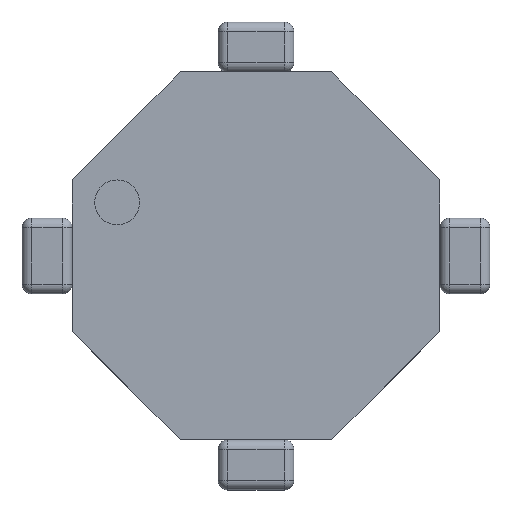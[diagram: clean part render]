
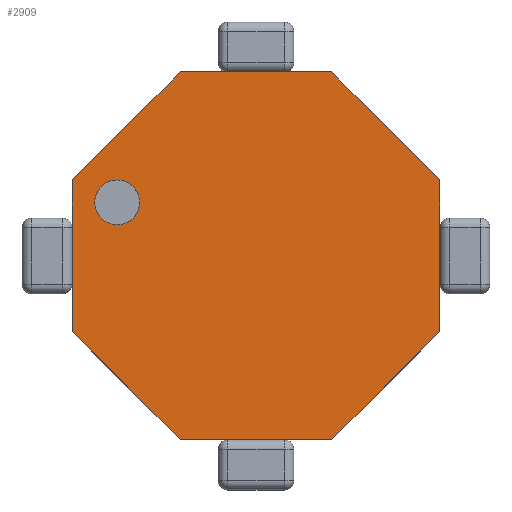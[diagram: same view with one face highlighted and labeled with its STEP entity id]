
A CAD part, top view. The second image highlights one B-rep face of the part: STEP entity #2909.
In plain terms, the highlighted planar face has unit normal (0, 0, 1).
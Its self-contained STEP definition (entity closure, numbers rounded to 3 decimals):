
#2555=CARTESIAN_POINT('',(-3.622,1.66,6.35));
#2556=VERTEX_POINT('',#2555);
#2565=CARTESIAN_POINT('',(-5.022,1.66,6.35));
#2566=VERTEX_POINT('',#2565);
#2567=CARTESIAN_POINT('',(-4.322,1.66,6.35));
#2568=DIRECTION('',(0.0,0.0,-1.0));
#2569=DIRECTION('',(1.0,0.0,0.0));
#2570=AXIS2_PLACEMENT_3D('',#2567,#2568,#2569);
#2571=CIRCLE('',#2570,0.7);
#2572=EDGE_CURVE('',#2566,#2556,#2571,.T.);
#2606=CARTESIAN_POINT('',(-4.322,1.66,6.35));
#2607=DIRECTION('',(0.0,0.0,-1.0));
#2608=DIRECTION('',(1.0,0.0,0.0));
#2609=AXIS2_PLACEMENT_3D('',#2606,#2607,#2608);
#2610=CIRCLE('',#2609,0.7);
#2611=EDGE_CURVE('',#2556,#2566,#2610,.T.);
#2631=CARTESIAN_POINT('',(-2.36,-5.722,6.35));
#2632=VERTEX_POINT('',#2631);
#2633=CARTESIAN_POINT('',(-5.722,-2.36,6.35));
#2634=VERTEX_POINT('',#2633);
#2635=CARTESIAN_POINT('',(-2.36,-5.722,6.35));
#2636=DIRECTION('',(-0.707,0.707,0.0));
#2637=VECTOR('',#2636,4.755);
#2638=LINE('',#2635,#2637);
#2639=EDGE_CURVE('',#2632,#2634,#2638,.T.);
#2671=CARTESIAN_POINT('',(-5.722,2.36,6.35));
#2672=VERTEX_POINT('',#2671);
#2673=CARTESIAN_POINT('',(-5.722,-2.36,6.35));
#2674=DIRECTION('',(0.0,1.0,0.0));
#2675=VECTOR('',#2674,4.72);
#2676=LINE('',#2673,#2675);
#2677=EDGE_CURVE('',#2634,#2672,#2676,.T.);
#2702=CARTESIAN_POINT('',(-2.36,5.722,6.35));
#2703=VERTEX_POINT('',#2702);
#2704=CARTESIAN_POINT('',(-5.722,2.36,6.35));
#2705=DIRECTION('',(0.707,0.707,0.0));
#2706=VECTOR('',#2705,4.755);
#2707=LINE('',#2704,#2706);
#2708=EDGE_CURVE('',#2672,#2703,#2707,.T.);
#2733=CARTESIAN_POINT('',(2.36,5.722,6.35));
#2734=VERTEX_POINT('',#2733);
#2735=CARTESIAN_POINT('',(-2.36,5.722,6.35));
#2736=DIRECTION('',(1.0,0.0,0.0));
#2737=VECTOR('',#2736,4.72);
#2738=LINE('',#2735,#2737);
#2739=EDGE_CURVE('',#2703,#2734,#2738,.T.);
#2764=CARTESIAN_POINT('',(5.722,2.36,6.35));
#2765=VERTEX_POINT('',#2764);
#2766=CARTESIAN_POINT('',(2.36,5.722,6.35));
#2767=DIRECTION('',(0.707,-0.707,0.0));
#2768=VECTOR('',#2767,4.755);
#2769=LINE('',#2766,#2768);
#2770=EDGE_CURVE('',#2734,#2765,#2769,.T.);
#2795=CARTESIAN_POINT('',(5.722,-2.36,6.35));
#2796=VERTEX_POINT('',#2795);
#2797=CARTESIAN_POINT('',(5.722,2.36,6.35));
#2798=DIRECTION('',(0.0,-1.0,0.0));
#2799=VECTOR('',#2798,4.72);
#2800=LINE('',#2797,#2799);
#2801=EDGE_CURVE('',#2765,#2796,#2800,.T.);
#2826=CARTESIAN_POINT('',(2.36,-5.722,6.35));
#2827=VERTEX_POINT('',#2826);
#2828=CARTESIAN_POINT('',(5.722,-2.36,6.35));
#2829=DIRECTION('',(-0.707,-0.707,0.0));
#2830=VECTOR('',#2829,4.755);
#2831=LINE('',#2828,#2830);
#2832=EDGE_CURVE('',#2796,#2827,#2831,.T.);
#2857=CARTESIAN_POINT('',(2.36,-5.722,6.35));
#2858=DIRECTION('',(-1.0,0.0,0.0));
#2859=VECTOR('',#2858,4.72);
#2860=LINE('',#2857,#2859);
#2861=EDGE_CURVE('',#2827,#2632,#2860,.T.);
#2890=CARTESIAN_POINT('',(0.,0.,6.35));
#2891=DIRECTION('',(0.0,0.0,1.0));
#2892=DIRECTION('',(1.0,0.0,0.0));
#2893=AXIS2_PLACEMENT_3D('',#2890,#2891,#2892);
#2894=PLANE('',#2893);
#2895=ORIENTED_EDGE('',*,*,#2639,.F.);
#2896=ORIENTED_EDGE('',*,*,#2861,.F.);
#2897=ORIENTED_EDGE('',*,*,#2832,.F.);
#2898=ORIENTED_EDGE('',*,*,#2801,.F.);
#2899=ORIENTED_EDGE('',*,*,#2770,.F.);
#2900=ORIENTED_EDGE('',*,*,#2739,.F.);
#2901=ORIENTED_EDGE('',*,*,#2708,.F.);
#2902=ORIENTED_EDGE('',*,*,#2677,.F.);
#2903=EDGE_LOOP('',(#2895,#2896,#2897,#2898,#2899,#2900,#2901,#2902));
#2904=FACE_OUTER_BOUND('',#2903,.T.);
#2905=ORIENTED_EDGE('',*,*,#2611,.T.);
#2906=ORIENTED_EDGE('',*,*,#2572,.T.);
#2907=EDGE_LOOP('',(#2905,#2906));
#2908=FACE_BOUND('',#2907,.T.);
#2909=ADVANCED_FACE('',(#2904,#2908),#2894,.T.);
